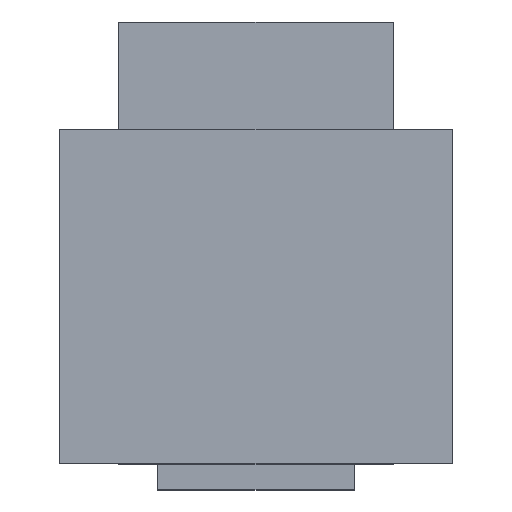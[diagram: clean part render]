
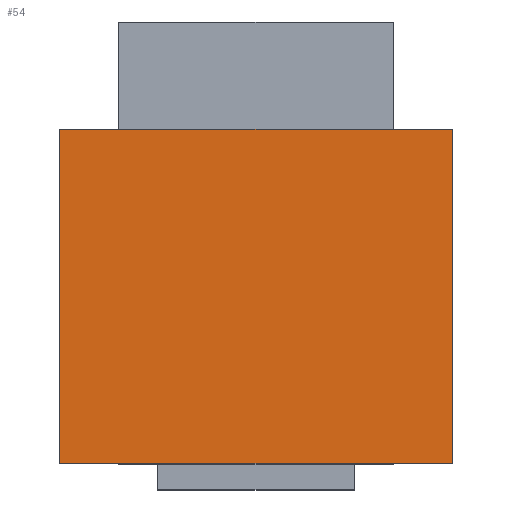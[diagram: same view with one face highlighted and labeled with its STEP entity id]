
A CAD part, top view. The second image highlights one B-rep face of the part: STEP entity #54.
In plain terms, the highlighted planar face has unit normal (0, 0, 1).
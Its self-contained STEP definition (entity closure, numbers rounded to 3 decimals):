
#54=ADVANCED_FACE('',(#118),#119,.T.);
#118=FACE_OUTER_BOUND('',#190,.T.);
#119=PLANE('',#191);
#190=EDGE_LOOP('',(#277,#278,#279,#280));
#191=AXIS2_PLACEMENT_3D('',#281,#282,#283);
#277=ORIENTED_EDGE('',*,*,#449,.T.);
#278=ORIENTED_EDGE('',*,*,#450,.F.);
#279=ORIENTED_EDGE('',*,*,#451,.T.);
#280=ORIENTED_EDGE('',*,*,#446,.T.);
#281=CARTESIAN_POINT('',(0.0,8.5,24.8));
#282=DIRECTION('',(0.0,0.0,1.0));
#283=DIRECTION('',(-1.0,0.0,0.0));
#446=EDGE_CURVE('',#532,#530,#533,.T.);
#449=EDGE_CURVE('',#530,#536,#537,.T.);
#450=EDGE_CURVE('',#538,#536,#539,.T.);
#451=EDGE_CURVE('',#538,#532,#540,.T.);
#530=VERTEX_POINT('',#644);
#532=VERTEX_POINT('',#647);
#533=LINE('',#648,#649);
#536=VERTEX_POINT('',#653);
#537=LINE('',#654,#655);
#538=VERTEX_POINT('',#656);
#539=LINE('',#657,#658);
#540=LINE('',#659,#660);
#644=CARTESIAN_POINT('',(-10.0,-8.5,24.8));
#647=CARTESIAN_POINT('',(-10.0,8.5,24.8));
#648=CARTESIAN_POINT('',(-10.0,8.5,24.8));
#649=VECTOR('',#772,1.0);
#653=CARTESIAN_POINT('',(10.0,-8.5,24.8));
#654=CARTESIAN_POINT('',(10.0,-8.5,24.8));
#655=VECTOR('',#774,1.0);
#656=CARTESIAN_POINT('',(10.0,8.5,24.8));
#657=CARTESIAN_POINT('',(10.0,8.5,24.8));
#658=VECTOR('',#775,1.0);
#659=CARTESIAN_POINT('',(10.0,8.5,24.8));
#660=VECTOR('',#776,1.0);
#772=DIRECTION('',(0.0,-1.0,0.0));
#774=DIRECTION('',(1.0,0.0,0.0));
#775=DIRECTION('',(0.0,-1.0,0.0));
#776=DIRECTION('',(-1.0,0.0,0.0));
